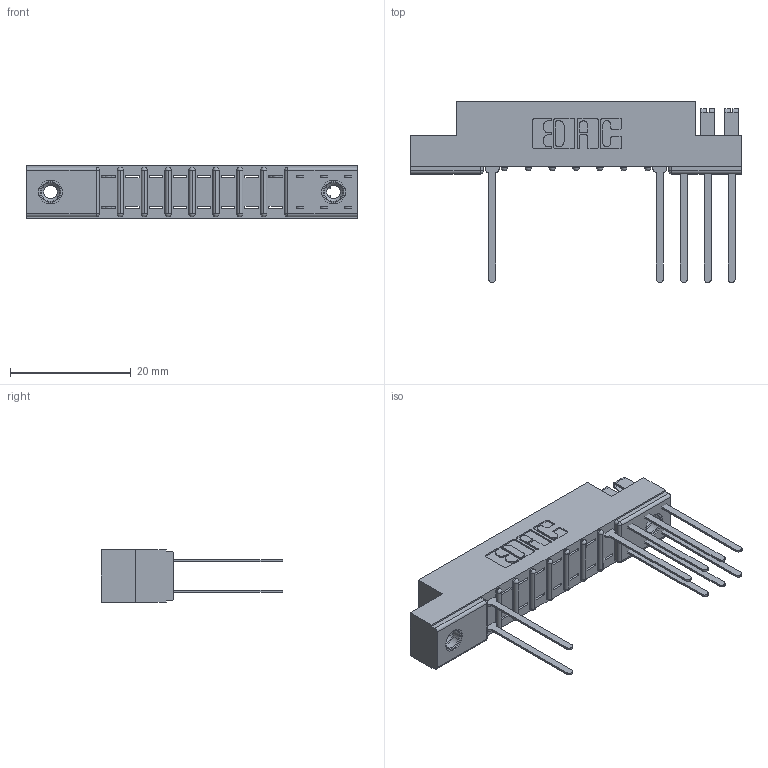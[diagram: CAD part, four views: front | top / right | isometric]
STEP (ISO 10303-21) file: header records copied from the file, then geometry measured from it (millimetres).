
FILE_DESCRIPTION (( 'STEP AP203' ), '1' );
FILE_NAME ('357-022-540-208.STEP', '2018-08-08T22:46:49', ( '' ), ( '' ), 'SwSTEP 2.0', 'SolidWorks 2016', '' );
FILE_SCHEMA (( 'CONFIG_CONTROL_DESIGN' ));
Length unit declared in the file: inch
Products named in the file (4): 357-022-540-208; 307 Part_.156 Dia Mounting Holes; 307-290-001_540; 345-250-001_345-250-003-102
Assembly tree (12 placements, depth 2):
  357-022-540-208
    307 Part_.156 Dia Mounting Holes
    307-290-001_540  x9
    345-250-001_345-250-003-102  x2
Bounding box: 54.71 x 30 x 8.71 mm (x, y, z)
Volume: 3533.4 mm3; surface area: 5283.9 mm2
Topology: 12 solids, 12 shells, 671 faces, 1853 edges, 1190 vertices
Faces by surface type: plane 423, cylinder 214, sphere 18, cone 12, torus 4
Entity records: 12235 total; most frequent: CARTESIAN_POINT 2024, ORIENTED_EDGE 2002, DIRECTION 1999, EDGE_CURVE 1001, LINE 753, VECTOR 753, VERTEX_POINT 648, AXIS2_PLACEMENT_3D 623
